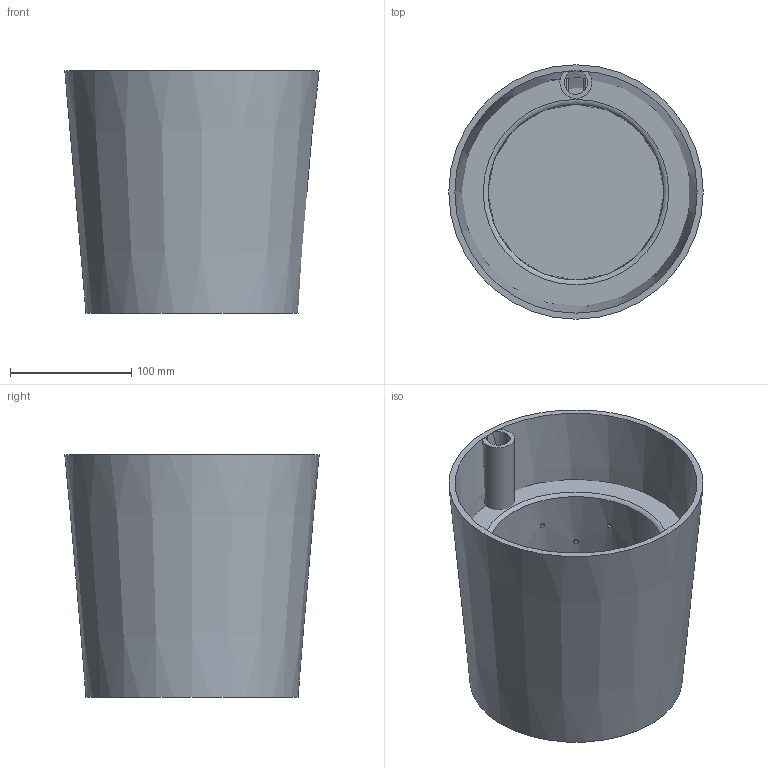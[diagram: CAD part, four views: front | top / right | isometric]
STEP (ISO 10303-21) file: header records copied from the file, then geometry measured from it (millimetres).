
FILE_DESCRIPTION(/* description */ (''),/* implementation_level */ '2;1');
FILE_NAME(/* name */ '87a58c48-a22f-481a-87fb-65bcfb7bf686.stp',/* time_stamp */ '2025-07-12T16:56:21Z',/* author */ (''),/* organization */ (''),/* preprocessor_version */ 'ST-DEVELOPER v20.1',/* originating_system */ 'Autodesk Translation Framework v14.10.0.0',/* authorisation */ '');
FILE_SCHEMA (('AUTOMOTIVE_DESIGN { 1 0 10303 214 3 1 1 }'));
Length unit declared in the file: millimetre
Products named in the file (1): plant_pot
Bounding box: 210 x 210 x 200 mm (x, y, z)
Volume: 1167514.1 mm3; surface area: 455541.9 mm2
Topology: 6 solids, 6 shells, 60 faces, 147 edges, 98 vertices
Faces by surface type: cylinder 29, plane 24, cone 6, torus 1
Full cylindrical faces by diameter (mm): 4 x24, 145.027 x1, 150.027 x1, 165 x1
Entity records: 3414 total; most frequent: CARTESIAN_POINT 1934, ORIENTED_EDGE 294, DIRECTION 244, EDGE_CURVE 147, EDGE_LOOP 113, VERTEX_POINT 98, AXIS2_PLACEMENT_3D 92, FACE_OUTER_BOUND 60
